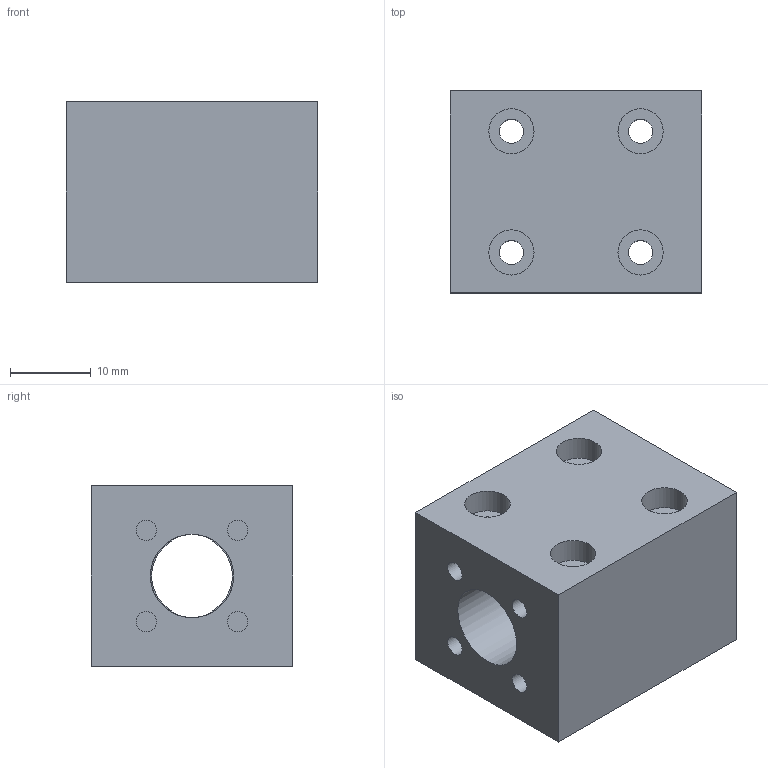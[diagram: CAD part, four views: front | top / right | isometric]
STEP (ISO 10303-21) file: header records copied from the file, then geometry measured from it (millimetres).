
FILE_DESCRIPTION(/* description */ ('STEP AP242','CAx-IF Rec.Pracs.---Representation and Presentation of Product Manufacturing Information (PMI)---4.0---2014-10-13','CAx-IF Rec.Pracs.---3D Tessellated Geometry---0.4---2014-09-14','2;1'),/* implementation_level */ '2;1');
FILE_NAME(/* name */ '63ef607963a9d45c7987e177',/* time_stamp */ '2023-02-17T11:09:47+00:00',/* author */ (''),/* organization */ (''),/* preprocessor_version */ 'ST-DEVELOPER v18.102',/* originating_system */ ' ',/* authorisation */ ' ');
FILE_SCHEMA (('AP242_MANAGED_MODEL_BASED_3D_ENGINEERING_MIM_LF { 1 0 10303 442 1 1 4 }'));
Length unit declared in the file: metre
Products named in the file (1): Part 1
Bounding box: 31.1 x 25 x 22.3 mm (x, y, z)
Volume: 13631.9 mm3; surface area: 6006.6 mm2
Topology: 1 solids, 1 shells, 45 faces, 98 edges, 64 vertices
Faces by surface type: plane 29, cylinder 16
Full cylindrical faces by diameter (mm): 2.5 x4, 2.6 x1, 3 x4, 5.6 x4, 10.3 x1
Entity records: 1198 total; most frequent: DIRECTION 210, CARTESIAN_POINT 192, ORIENTED_EDGE 166, EDGE_CURVE 83, AXIS2_PLACEMENT_3D 81, EDGE_LOOP 78, FACE_BOUND 78, VERTEX_POINT 63
